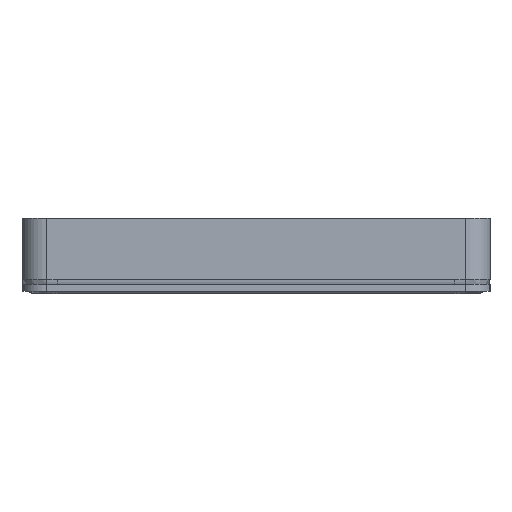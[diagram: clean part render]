
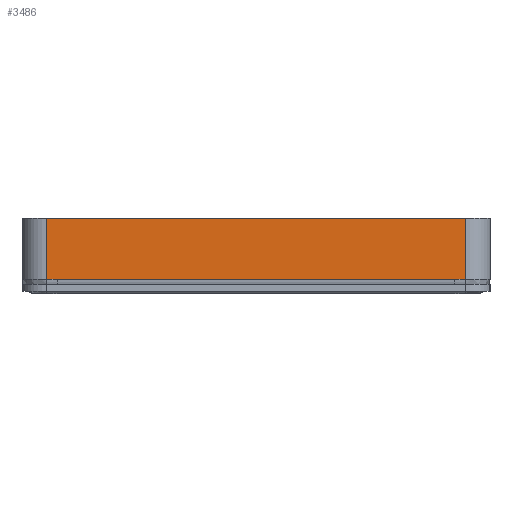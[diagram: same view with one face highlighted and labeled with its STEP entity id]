
A CAD part, left-side view. The second image highlights one B-rep face of the part: STEP entity #3486.
In plain terms, the highlighted planar face has unit normal (-1, 0, 0).
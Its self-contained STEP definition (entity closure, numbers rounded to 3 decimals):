
#84=PLANE('',#3728);
#233=FACE_OUTER_BOUND('',#425,.T.);
#425=EDGE_LOOP('',(#2580,#2581,#2582,#2583,#2584,#2585));
#602=LINE('',#5041,#944);
#604=LINE('',#5059,#946);
#619=LINE('',#5231,#961);
#649=LINE('',#5339,#991);
#651=LINE('',#5345,#993);
#660=LINE('',#5370,#1002);
#944=VECTOR('',#3987,10.);
#946=VECTOR('',#3995,10.);
#961=VECTOR('',#4070,10.);
#991=VECTOR('',#4174,10.);
#993=VECTOR('',#4180,10.);
#1002=VECTOR('',#4201,10.);
#1449=VERTEX_POINT('',#5038);
#1450=VERTEX_POINT('',#5040);
#1453=VERTEX_POINT('',#5057);
#1483=VERTEX_POINT('',#5230);
#1515=VERTEX_POINT('',#5337);
#1517=VERTEX_POINT('',#5343);
#1787=EDGE_CURVE('',#1449,#1450,#602,.T.);
#1792=EDGE_CURVE('',#1453,#1449,#604,.T.);
#1834=EDGE_CURVE('',#1450,#1483,#619,.T.);
#1886=EDGE_CURVE('',#1515,#1453,#649,.T.);
#1889=EDGE_CURVE('',#1517,#1515,#651,.T.);
#1902=EDGE_CURVE('',#1483,#1517,#660,.T.);
#2580=ORIENTED_EDGE('',*,*,#1792,.F.);
#2581=ORIENTED_EDGE('',*,*,#1886,.F.);
#2582=ORIENTED_EDGE('',*,*,#1889,.F.);
#2583=ORIENTED_EDGE('',*,*,#1902,.F.);
#2584=ORIENTED_EDGE('',*,*,#1834,.F.);
#2585=ORIENTED_EDGE('',*,*,#1787,.F.);
#3486=ADVANCED_FACE('',(#233),#84,.T.);
#3728=AXIS2_PLACEMENT_3D('',#5434,#4273,#4274);
#3987=DIRECTION('',(0.,1.,0.));
#3995=DIRECTION('',(0.,1.,0.));
#4070=DIRECTION('',(0.,1.,0.));
#4174=DIRECTION('',(0.,0.,-1.));
#4180=DIRECTION('',(0.,-1.,0.));
#4201=DIRECTION('',(0.,0.,1.));
#4273=DIRECTION('center_axis',(-1.,0.,0.));
#4274=DIRECTION('ref_axis',(0.,-1.,0.));
#5038=CARTESIAN_POINT('',(-159.5,-78.964,3.));
#5040=CARTESIAN_POINT('',(-159.5,2.264,3.));
#5041=CARTESIAN_POINT('',(-159.5,-14.425,3.));
#5057=CARTESIAN_POINT('',(-159.5,-81.2,3.));
#5059=CARTESIAN_POINT('',(-159.5,-14.425,3.));
#5230=CARTESIAN_POINT('',(-159.5,4.5,3.));
#5231=CARTESIAN_POINT('',(-159.5,-14.425,3.));
#5337=CARTESIAN_POINT('',(-159.5,-81.2,15.5));
#5339=CARTESIAN_POINT('',(-159.5,-81.2,0.));
#5343=CARTESIAN_POINT('',(-159.5,4.5,15.5));
#5345=CARTESIAN_POINT('',(-159.5,-86.2,15.5));
#5370=CARTESIAN_POINT('',(-159.5,4.5,0.));
#5434=CARTESIAN_POINT('Origin',(-159.5,9.5,0.));
